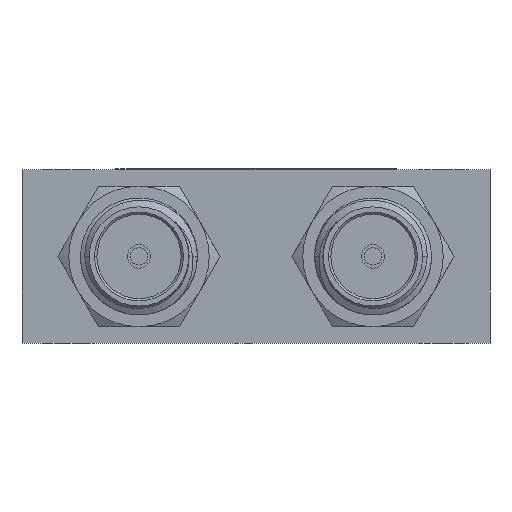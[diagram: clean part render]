
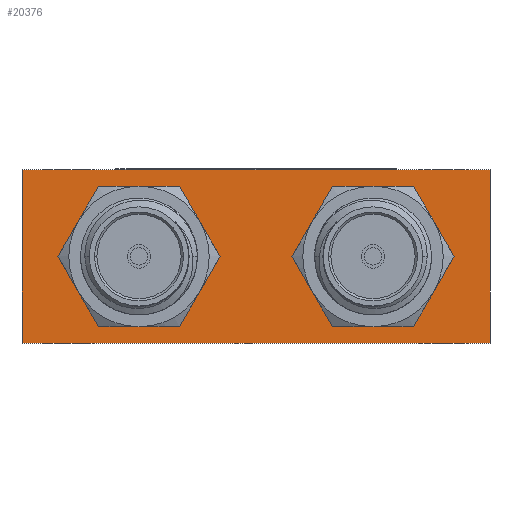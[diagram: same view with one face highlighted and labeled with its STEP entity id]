
A CAD part, front view. The second image highlights one B-rep face of the part: STEP entity #20376.
In plain terms, the highlighted planar face has unit normal (0, -1, 0).
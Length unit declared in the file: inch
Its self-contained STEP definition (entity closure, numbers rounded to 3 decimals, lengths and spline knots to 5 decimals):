
#106 = DIRECTION ( 'NONE',  ( 0., 1., 0. ) ) ;
#119 = VERTEX_POINT ( 'NONE', #20368 ) ;
#2424 = CARTESIAN_POINT ( 'NONE',  ( -0.5, -0.5, 0.185 ) ) ;
#3322 = DIRECTION ( 'NONE',  ( 0., 0., -1. ) ) ;
#4657 = CARTESIAN_POINT ( 'NONE',  ( 0.5, -0.5, 0.185 ) ) ;
#5953 = VERTEX_POINT ( 'NONE', #4657 ) ;
#6133 = FACE_OUTER_BOUND ( 'NONE', #19090, .T. ) ;
#6479 = DIRECTION ( 'NONE',  ( 1., 0., 0. ) ) ;
#6535 = LINE ( 'NONE', #15123, #19300 ) ;
#7799 = DIRECTION ( 'NONE',  ( 1., 0., 0. ) ) ;
#8048 = EDGE_CURVE ( 'NONE', #9137, #21967, #6535, .T. ) ;
#9137 = VERTEX_POINT ( 'NONE', #21156 ) ;
#9989 = VECTOR ( 'NONE', #3322, 39.37008 ) ;
#11074 = VECTOR ( 'NONE', #6479, 39.37008 ) ;
#11553 = ORIENTED_EDGE ( 'NONE', *, *, #16074, .F. ) ;
#14069 = ORIENTED_EDGE ( 'NONE', *, *, #8048, .T. ) ;
#14850 = CARTESIAN_POINT ( 'NONE',  ( 0.5, -0.5, 0.185 ) ) ;
#14982 = ORIENTED_EDGE ( 'NONE', *, *, #23529, .F. ) ;
#15004 = PLANE ( 'NONE',  #19910 ) ;
#15123 = CARTESIAN_POINT ( 'NONE',  ( -0.5, -0.5, 0.185 ) ) ;
#15683 = CARTESIAN_POINT ( 'NONE',  ( -0.5, -0.5, -0.185 ) ) ;
#15801 = ORIENTED_EDGE ( 'NONE', *, *, #21098, .T. ) ;
#15880 = LINE ( 'NONE', #2424, #21676 ) ;
#16074 = EDGE_CURVE ( 'NONE', #5953, #119, #22427, .T. ) ;
#18346 = CARTESIAN_POINT ( 'NONE',  ( -0.5, -0.5, 0.185 ) ) ;
#19090 = EDGE_LOOP ( 'NONE', ( #15801, #11553, #14982, #14069 ) ) ;
#19300 = VECTOR ( 'NONE', #20570, 39.37008 ) ;
#19910 = AXIS2_PLACEMENT_3D ( 'NONE', #18346, #106, #20223 ) ;
#20223 = DIRECTION ( 'NONE',  ( 0., 0., 1. ) ) ;
#20368 = CARTESIAN_POINT ( 'NONE',  ( 0.5, -0.5, -0.185 ) ) ;
#20376 = ADVANCED_FACE ( 'NONE', ( #6133 ), #15004, .F. ) ;
#20570 = DIRECTION ( 'NONE',  ( 0., 0., -1. ) ) ;
#21098 = EDGE_CURVE ( 'NONE', #21967, #119, #23481, .T. ) ;
#21156 = CARTESIAN_POINT ( 'NONE',  ( -0.5, -0.5, 0.185 ) ) ;
#21463 = CARTESIAN_POINT ( 'NONE',  ( -0.5, -0.5, -0.185 ) ) ;
#21676 = VECTOR ( 'NONE', #7799, 39.37008 ) ;
#21967 = VERTEX_POINT ( 'NONE', #15683 ) ;
#22427 = LINE ( 'NONE', #14850, #9989 ) ;
#23481 = LINE ( 'NONE', #21463, #11074 ) ;
#23529 = EDGE_CURVE ( 'NONE', #9137, #5953, #15880, .T. ) ;
